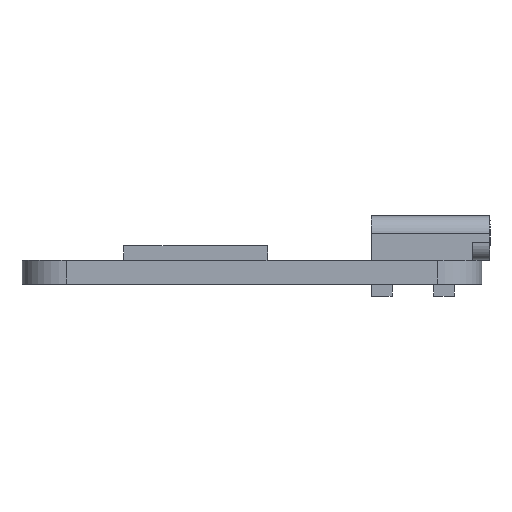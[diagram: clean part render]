
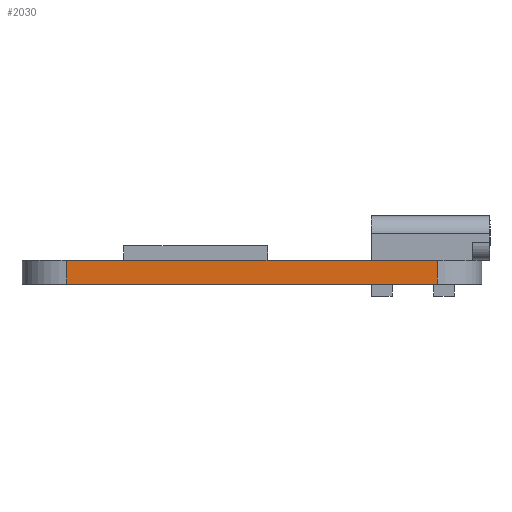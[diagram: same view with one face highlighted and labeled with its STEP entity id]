
A CAD part, left-side view. The second image highlights one B-rep face of the part: STEP entity #2030.
In plain terms, the highlighted planar face has unit normal (-1, 0, 0).
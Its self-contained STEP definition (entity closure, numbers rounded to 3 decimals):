
#337=FACE_OUTER_BOUND('',#480,.T.);
#480=EDGE_LOOP('',(#1621,#1622,#1623,#1624));
#635=LINE('',#3279,#799);
#637=LINE('',#3289,#801);
#639=LINE('',#3293,#803);
#640=LINE('',#3294,#804);
#799=VECTOR('',#2723,10.);
#801=VECTOR('',#2733,10.);
#803=VECTOR('',#2737,10.);
#804=VECTOR('',#2738,10.);
#1004=VERTEX_POINT('',#3276);
#1005=VERTEX_POINT('',#3278);
#1009=VERTEX_POINT('',#3287);
#1010=VERTEX_POINT('',#3292);
#1238=EDGE_CURVE('',#1005,#1004,#635,.T.);
#1243=EDGE_CURVE('',#1009,#1004,#637,.T.);
#1245=EDGE_CURVE('',#1010,#1009,#639,.T.);
#1246=EDGE_CURVE('',#1005,#1010,#640,.T.);
#1621=ORIENTED_EDGE('',*,*,#1243,.F.);
#1622=ORIENTED_EDGE('',*,*,#1245,.F.);
#1623=ORIENTED_EDGE('',*,*,#1246,.F.);
#1624=ORIENTED_EDGE('',*,*,#1238,.T.);
#1920=PLANE('',#2304);
#2030=ADVANCED_FACE('',(#337),#1920,.T.);
#2304=AXIS2_PLACEMENT_3D('',#3291,#2735,#2736);
#2723=DIRECTION('',(0.,-1.,0.));
#2733=DIRECTION('',(0.,0.,-1.));
#2735=DIRECTION('center_axis',(-1.,0.,0.));
#2736=DIRECTION('ref_axis',(0.,-1.,0.));
#2737=DIRECTION('',(0.,-1.,0.));
#2738=DIRECTION('',(0.,0.,1.));
#3276=CARTESIAN_POINT('',(-20.5,-12.5,0.));
#3278=CARTESIAN_POINT('',(-20.5,12.5,0.));
#3279=CARTESIAN_POINT('',(-20.5,15.5,0.));
#3287=CARTESIAN_POINT('',(-20.5,-12.5,1.6));
#3289=CARTESIAN_POINT('',(-20.5,-12.5,0.));
#3291=CARTESIAN_POINT('Origin',(-20.5,15.5,0.));
#3292=CARTESIAN_POINT('',(-20.5,12.5,1.6));
#3293=CARTESIAN_POINT('',(-20.5,15.5,1.6));
#3294=CARTESIAN_POINT('',(-20.5,12.5,0.));
